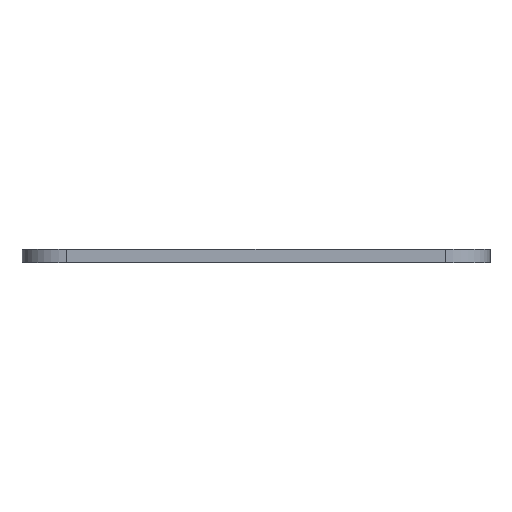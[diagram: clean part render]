
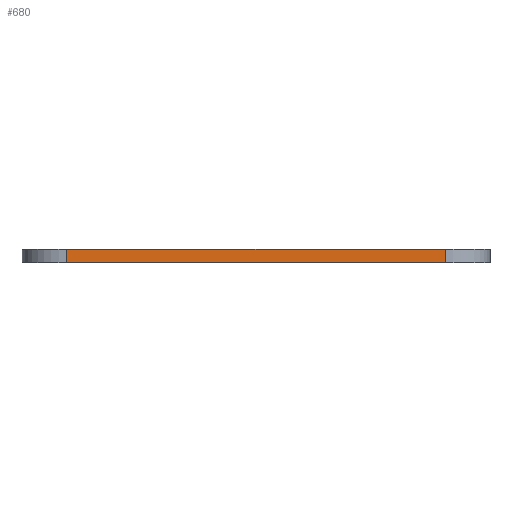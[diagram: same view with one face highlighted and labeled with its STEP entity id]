
A CAD part, front view. The second image highlights one B-rep face of the part: STEP entity #680.
In plain terms, the highlighted planar face has unit normal (0, -1, 0).
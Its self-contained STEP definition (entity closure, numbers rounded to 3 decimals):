
#59=PLANE('',#760);
#88=FACE_OUTER_BOUND('',#120,.T.);
#120=EDGE_LOOP('',(#543,#544,#545,#546));
#196=LINE('',#1124,#234);
#197=LINE('',#1127,#235);
#198=LINE('',#1129,#236);
#199=LINE('',#1130,#237);
#234=VECTOR('',#938,10.);
#235=VECTOR('',#941,10.);
#236=VECTOR('',#942,10.);
#237=VECTOR('',#943,10.);
#345=VERTEX_POINT('',#1117);
#348=VERTEX_POINT('',#1122);
#349=VERTEX_POINT('',#1126);
#350=VERTEX_POINT('',#1128);
#430=EDGE_CURVE('',#345,#348,#196,.T.);
#431=EDGE_CURVE('',#349,#345,#197,.T.);
#432=EDGE_CURVE('',#350,#348,#198,.T.);
#433=EDGE_CURVE('',#349,#350,#199,.T.);
#543=ORIENTED_EDGE('',*,*,#431,.T.);
#544=ORIENTED_EDGE('',*,*,#430,.T.);
#545=ORIENTED_EDGE('',*,*,#432,.F.);
#546=ORIENTED_EDGE('',*,*,#433,.F.);
#680=ADVANCED_FACE('',(#88),#59,.T.);
#760=AXIS2_PLACEMENT_3D('',#1125,#939,#940);
#938=DIRECTION('',(0.,0.,-1.));
#939=DIRECTION('center_axis',(0.,-1.,0.));
#940=DIRECTION('ref_axis',(-1.,0.,0.));
#941=DIRECTION('',(-1.,0.,0.));
#942=DIRECTION('',(-1.,0.,0.));
#943=DIRECTION('',(0.,0.,-1.));
#1117=CARTESIAN_POINT('',(128.8,-45.,-6.1));
#1122=CARTESIAN_POINT('',(128.8,-45.,-9.1));
#1124=CARTESIAN_POINT('',(128.8,-45.,-6.1));
#1125=CARTESIAN_POINT('Origin',(213.2,-45.,-6.1));
#1126=CARTESIAN_POINT('',(213.2,-45.,-6.1));
#1127=CARTESIAN_POINT('',(213.2,-45.,-6.1));
#1128=CARTESIAN_POINT('',(213.2,-45.,-9.1));
#1129=CARTESIAN_POINT('',(213.2,-45.,-9.1));
#1130=CARTESIAN_POINT('',(213.2,-45.,-6.1));
